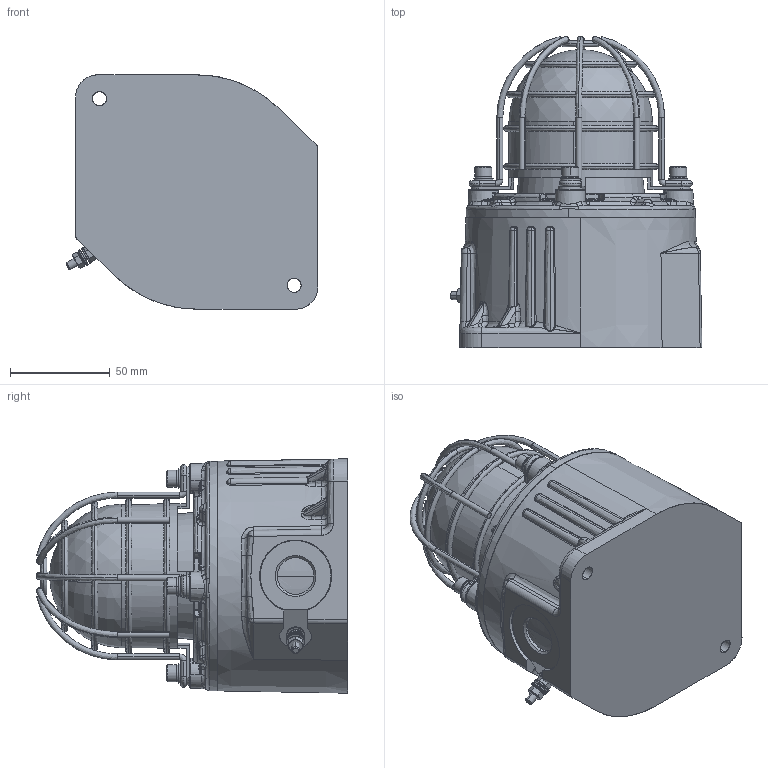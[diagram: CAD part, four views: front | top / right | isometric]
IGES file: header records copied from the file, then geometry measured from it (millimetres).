
Start section: SolidWorks IGES file using analytic representation for surfaces
Global section: file name: SK0419_Issue_A.IGS; native system: SolidWorks 2016; preprocessor: SolidWorks 2016; author: richard.potts; date: 151218.085058; units: millimetre
Bounding box: 126.03 x 155.7 x 117.27 mm (x, y, z)
Surface area: 135456.5 mm2 (no closed solid volume)
Topology: 0 solids, 0 shells, 1165 faces, 12715 edges, 12676 vertices
Faces by surface type: bspline 738, revolution 427
